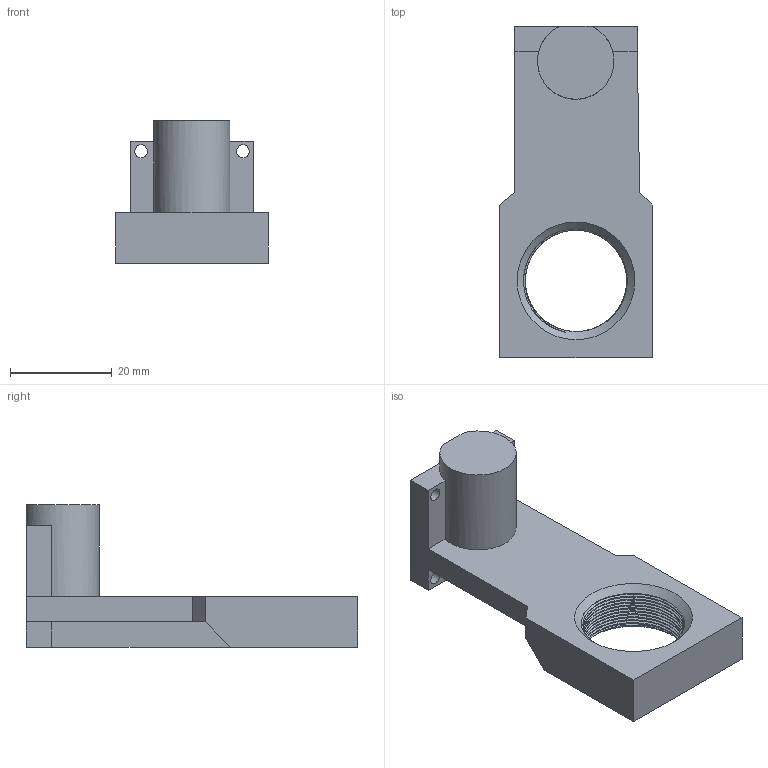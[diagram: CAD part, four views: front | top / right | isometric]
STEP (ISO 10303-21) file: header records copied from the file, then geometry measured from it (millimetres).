
FILE_DESCRIPTION(/* description */ (''),/* implementation_level */ '2;1');
FILE_NAME(/* name */ '30_Cube_SQUID_Z_Focus_slide_v3.ipt.step',/* time_stamp */ '2022-11-29T08:18:10+01:00',/* author */ ('diederichbenedict'),/* organization */ (''),/* preprocessor_version */ 'ST-DEVELOPER v18.1',/* originating_system */ 'Autodesk Inventor 2022',/* authorisation */ '');
FILE_SCHEMA (('AUTOMOTIVE_DESIGN { 1 0 10303 214 3 1 1 }'));
Length unit declared in the file: millimetre
Products named in the file (1): 30_Cube_SQUID_Z_Focus_slide_v3
Bounding box: 30 x 65.12 x 28 mm (x, y, z)
Volume: 13786.3 mm3; surface area: 7776.8 mm2
Topology: 1 solids, 1 shells, 64 faces, 179 edges, 118 vertices
Faces by surface type: cylinder 30, plane 28, cone 3, bspline 3
Full cylindrical faces by diameter (mm): 2.5 x4, 12 x1, 19.9 x9, 20.616 x10
Entity records: 4647 total; most frequent: CARTESIAN_POINT 3031, ORIENTED_EDGE 358, DIRECTION 272, EDGE_CURVE 179, VERTEX_POINT 118, LINE 102, VECTOR 102, AXIS2_PLACEMENT_3D 85
